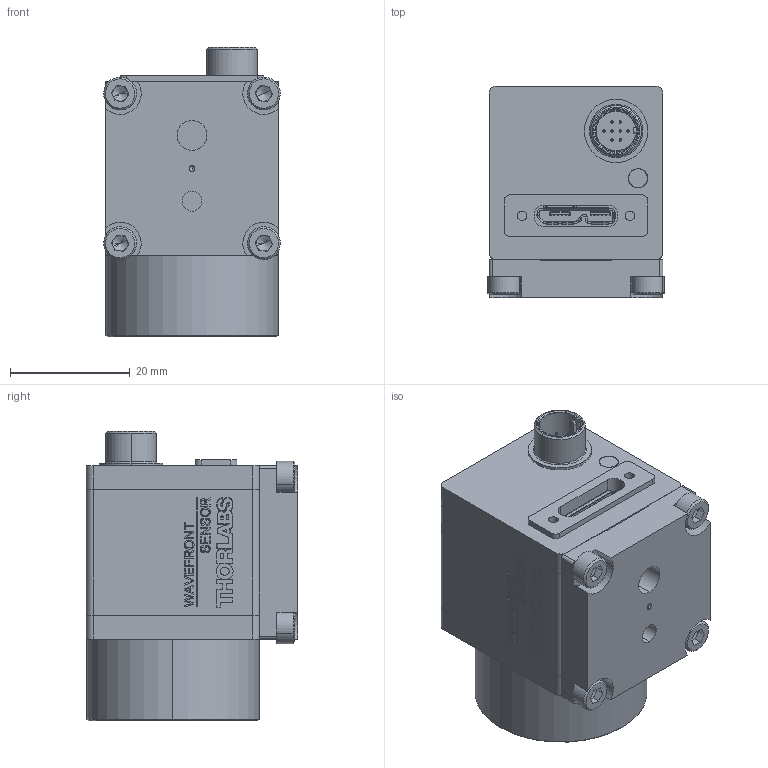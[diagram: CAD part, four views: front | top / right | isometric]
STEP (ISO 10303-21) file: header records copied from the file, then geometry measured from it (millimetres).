
FILE_DESCRIPTION (( 'STEP AP214' ), '1' );
FILE_NAME ('MTN008521-E0W.STEP', '2017-04-19T14:36:08', ( '' ), ( '' ), 'SwSTEP 2.0', 'SolidWorks 2016', '' );
FILE_SCHEMA (( 'AUTOMOTIVE_DESIGN' ));
Length unit declared in the file: millimetre
Products named in the file (1): MTN008521-E0W
Bounding box: 29.49 x 35.35 x 48.3 mm (x, y, z)
Surface area: 21857.2 mm2 (no closed solid volume)
Topology: 0 solids, 490 shells, 2614 faces, 8675 edges, 6697 vertices
Faces by surface type: plane 1900, cylinder 407, bspline 203, cone 78, torus 14, sphere 12
Entity records: 134970 total; most frequent: CARTESIAN_POINT 32386, ORIENTED_EDGE 14440, DIRECTION 13600, EDGE_CURVE 8663, VECTOR 6808, LINE 6808, VERTEX_POINT 6697, AXIS2_PLACEMENT_3D 3396
